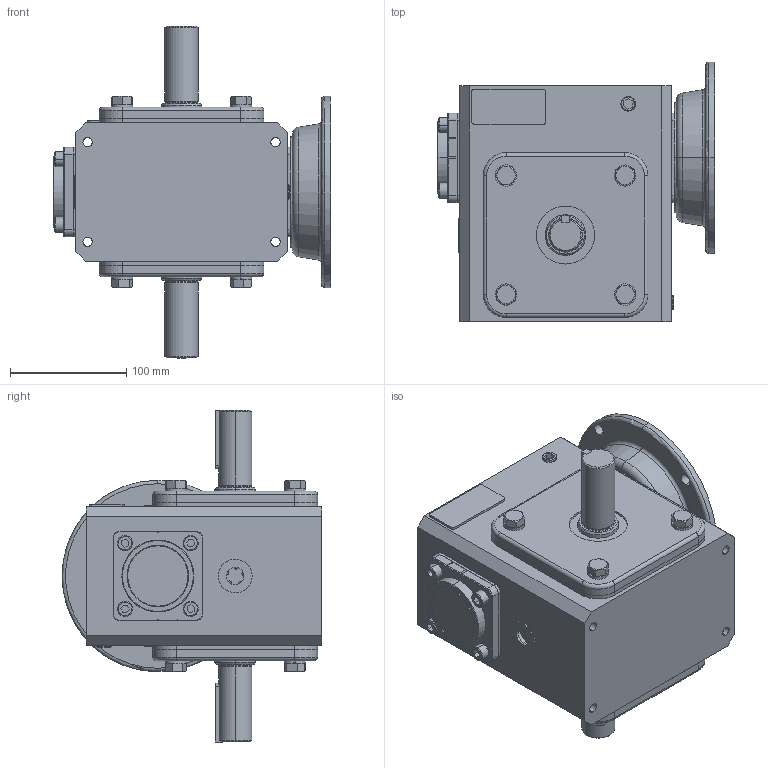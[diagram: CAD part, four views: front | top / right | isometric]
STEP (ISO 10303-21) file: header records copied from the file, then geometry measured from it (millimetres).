
FILE_DESCRIPTION (( 'STEP AP203' ), '1' );
FILE_NAME ('HdRF262-DE-143-145TC.STEP', '2013-10-03T09:23:08', ( 'User' ), ( 'Chenta' ), 'SwSTEP 2.0', 'SolidWorks 2011', '' );
FILE_SCHEMA (( 'CONFIG_CONTROL_DESIGN' ));
Length unit declared in the file: millimetre
Products named in the file (1): HdRF262-DE-143-145TC
Bounding box: 239 x 223.8 x 286 mm (x, y, z)
Surface area: 315378 mm2 (no closed solid volume)
Topology: 0 solids, 46 shells, 506 faces, 1385 edges, 941 vertices
Faces by surface type: plane 244, cylinder 165, cone 71, torus 26
Entity records: 16664 total; most frequent: CARTESIAN_POINT 3527, DIRECTION 2878, ORIENTED_EDGE 2394, EDGE_CURVE 1385, AXIS2_PLACEMENT_3D 1056, VERTEX_POINT 941, VECTOR 766, LINE 766
